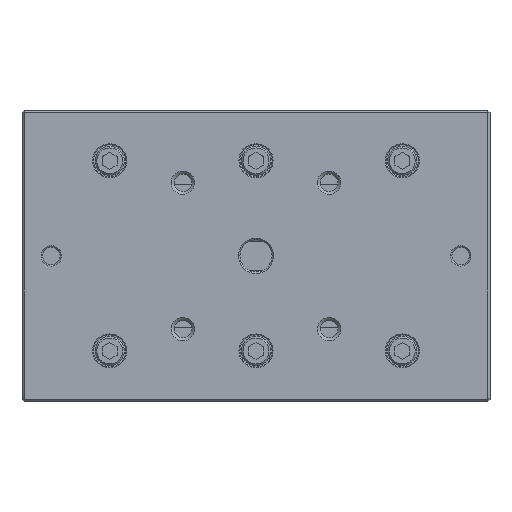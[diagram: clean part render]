
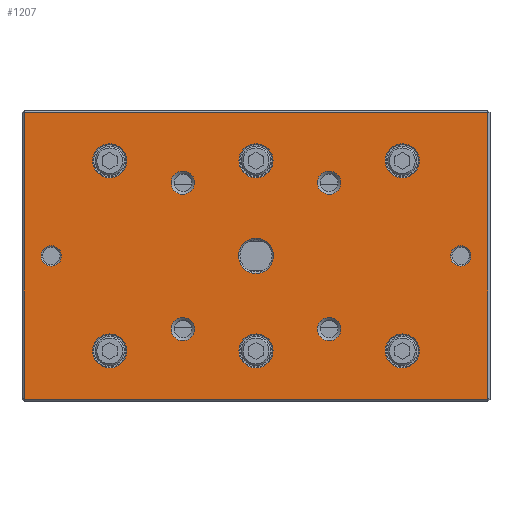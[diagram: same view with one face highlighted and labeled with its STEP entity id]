
A CAD part, top view. The second image highlights one B-rep face of the part: STEP entity #1207.
In plain terms, the highlighted planar face has unit normal (0, 0, 1).
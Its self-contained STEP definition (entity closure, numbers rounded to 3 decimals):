
#642=FACE_BOUND('',#2517,.T.);
#643=FACE_BOUND('',#2518,.T.);
#644=FACE_BOUND('',#2519,.T.);
#645=FACE_BOUND('',#2520,.T.);
#646=FACE_BOUND('',#2521,.T.);
#647=FACE_BOUND('',#2522,.T.);
#648=FACE_BOUND('',#2523,.T.);
#649=FACE_BOUND('',#2524,.T.);
#650=FACE_BOUND('',#2525,.T.);
#651=FACE_BOUND('',#2526,.T.);
#652=FACE_BOUND('',#2527,.T.);
#653=FACE_BOUND('',#2528,.T.);
#654=FACE_BOUND('',#2529,.T.);
#655=FACE_BOUND('',#2530,.T.);
#926=CIRCLE('',#8583,6.);
#927=CIRCLE('',#8584,3.5);
#928=CIRCLE('',#8585,3.5);
#929=CIRCLE('',#8586,4.);
#930=CIRCLE('',#8587,4.);
#931=CIRCLE('',#8588,4.);
#932=CIRCLE('',#8589,4.);
#933=CIRCLE('',#8590,5.825);
#934=CIRCLE('',#8591,5.825);
#935=CIRCLE('',#8592,5.825);
#936=CIRCLE('',#8593,5.825);
#937=CIRCLE('',#8594,5.825);
#938=CIRCLE('',#8595,5.825);
#1207=ADVANCED_FACE('',(#642,#643,#644,#645,#646,#647,#648,#649,#650,#651,
#652,#653,#654,#655),#1668,.F.);
#1668=PLANE('',#8596);
#2517=EDGE_LOOP('',(#3772));
#2518=EDGE_LOOP('',(#3773));
#2519=EDGE_LOOP('',(#3774));
#2520=EDGE_LOOP('',(#3775));
#2521=EDGE_LOOP('',(#3776));
#2522=EDGE_LOOP('',(#3777));
#2523=EDGE_LOOP('',(#3778));
#2524=EDGE_LOOP('',(#3779));
#2525=EDGE_LOOP('',(#3780));
#2526=EDGE_LOOP('',(#3781));
#2527=EDGE_LOOP('',(#3782));
#2528=EDGE_LOOP('',(#3783));
#2529=EDGE_LOOP('',(#3784));
#2530=EDGE_LOOP('',(#3785,#3786,#3787,#3788));
#3772=ORIENTED_EDGE('',*,*,#6285,.T.);
#3773=ORIENTED_EDGE('',*,*,#6286,.F.);
#3774=ORIENTED_EDGE('',*,*,#6287,.T.);
#3775=ORIENTED_EDGE('',*,*,#6288,.T.);
#3776=ORIENTED_EDGE('',*,*,#6289,.T.);
#3777=ORIENTED_EDGE('',*,*,#6290,.T.);
#3778=ORIENTED_EDGE('',*,*,#6291,.T.);
#3779=ORIENTED_EDGE('',*,*,#6292,.T.);
#3780=ORIENTED_EDGE('',*,*,#6293,.T.);
#3781=ORIENTED_EDGE('',*,*,#6294,.T.);
#3782=ORIENTED_EDGE('',*,*,#6295,.T.);
#3783=ORIENTED_EDGE('',*,*,#6296,.T.);
#3784=ORIENTED_EDGE('',*,*,#6297,.T.);
#3785=ORIENTED_EDGE('',*,*,#6298,.T.);
#3786=ORIENTED_EDGE('',*,*,#6299,.T.);
#3787=ORIENTED_EDGE('',*,*,#6300,.T.);
#3788=ORIENTED_EDGE('',*,*,#6301,.T.);
#5426=VERTEX_POINT('',#12405);
#5427=VERTEX_POINT('',#12407);
#5428=VERTEX_POINT('',#12409);
#5429=VERTEX_POINT('',#12411);
#5430=VERTEX_POINT('',#12413);
#5431=VERTEX_POINT('',#12415);
#5432=VERTEX_POINT('',#12417);
#5433=VERTEX_POINT('',#12419);
#5434=VERTEX_POINT('',#12421);
#5435=VERTEX_POINT('',#12423);
#5436=VERTEX_POINT('',#12425);
#5437=VERTEX_POINT('',#12427);
#5438=VERTEX_POINT('',#12429);
#5439=VERTEX_POINT('',#12431);
#5440=VERTEX_POINT('',#12432);
#5441=VERTEX_POINT('',#12434);
#5442=VERTEX_POINT('',#12436);
#6285=EDGE_CURVE('',#5426,#5426,#926,.T.);
#6286=EDGE_CURVE('',#5427,#5427,#927,.T.);
#6287=EDGE_CURVE('',#5428,#5428,#928,.T.);
#6288=EDGE_CURVE('',#5429,#5429,#929,.T.);
#6289=EDGE_CURVE('',#5430,#5430,#930,.T.);
#6290=EDGE_CURVE('',#5431,#5431,#931,.T.);
#6291=EDGE_CURVE('',#5432,#5432,#932,.T.);
#6292=EDGE_CURVE('',#5433,#5433,#933,.T.);
#6293=EDGE_CURVE('',#5434,#5434,#934,.T.);
#6294=EDGE_CURVE('',#5435,#5435,#935,.T.);
#6295=EDGE_CURVE('',#5436,#5436,#936,.T.);
#6296=EDGE_CURVE('',#5437,#5437,#937,.T.);
#6297=EDGE_CURVE('',#5438,#5438,#938,.T.);
#6298=EDGE_CURVE('',#5439,#5440,#7196,.T.);
#6299=EDGE_CURVE('',#5440,#5441,#7197,.T.);
#6300=EDGE_CURVE('',#5441,#5442,#7198,.T.);
#6301=EDGE_CURVE('',#5442,#5439,#7199,.T.);
#7196=LINE('',#12430,#7896);
#7197=LINE('',#12433,#7897);
#7198=LINE('',#12435,#7898);
#7199=LINE('',#12437,#7899);
#7896=VECTOR('',#9823,1.);
#7897=VECTOR('',#9824,1.);
#7898=VECTOR('',#9825,1.);
#7899=VECTOR('',#9826,1.);
#8583=AXIS2_PLACEMENT_3D('',#12404,#9797,#9798);
#8584=AXIS2_PLACEMENT_3D('',#12406,#9799,#9800);
#8585=AXIS2_PLACEMENT_3D('',#12408,#9801,#9802);
#8586=AXIS2_PLACEMENT_3D('',#12410,#9803,#9804);
#8587=AXIS2_PLACEMENT_3D('',#12412,#9805,#9806);
#8588=AXIS2_PLACEMENT_3D('',#12414,#9807,#9808);
#8589=AXIS2_PLACEMENT_3D('',#12416,#9809,#9810);
#8590=AXIS2_PLACEMENT_3D('',#12418,#9811,#9812);
#8591=AXIS2_PLACEMENT_3D('',#12420,#9813,#9814);
#8592=AXIS2_PLACEMENT_3D('',#12422,#9815,#9816);
#8593=AXIS2_PLACEMENT_3D('',#12424,#9817,#9818);
#8594=AXIS2_PLACEMENT_3D('',#12426,#9819,#9820);
#8595=AXIS2_PLACEMENT_3D('',#12428,#9821,#9822);
#8596=AXIS2_PLACEMENT_3D('',#12438,#9827,#9828);
#9797=DIRECTION('',(0.,0.,-1.));
#9798=DIRECTION('',(-1.,0.,0.));
#9799=DIRECTION('',(0.,0.,1.));
#9800=DIRECTION('',(1.,0.,0.));
#9801=DIRECTION('',(0.,0.,-1.));
#9802=DIRECTION('',(-1.,0.,0.));
#9803=DIRECTION('',(0.,0.,-1.));
#9804=DIRECTION('',(-1.,0.,0.));
#9805=DIRECTION('',(0.,0.,-1.));
#9806=DIRECTION('',(-1.,0.,0.));
#9807=DIRECTION('',(0.,0.,-1.));
#9808=DIRECTION('',(-1.,0.,0.));
#9809=DIRECTION('',(0.,0.,-1.));
#9810=DIRECTION('',(-1.,0.,0.));
#9811=DIRECTION('',(0.,0.,-1.));
#9812=DIRECTION('',(-1.,0.,0.));
#9813=DIRECTION('',(0.,0.,-1.));
#9814=DIRECTION('',(-1.,0.,0.));
#9815=DIRECTION('',(0.,0.,-1.));
#9816=DIRECTION('',(-1.,0.,0.));
#9817=DIRECTION('',(0.,0.,-1.));
#9818=DIRECTION('',(-1.,0.,0.));
#9819=DIRECTION('',(0.,0.,-1.));
#9820=DIRECTION('',(-1.,0.,0.));
#9821=DIRECTION('',(0.,0.,-1.));
#9822=DIRECTION('',(-1.,0.,0.));
#9823=DIRECTION('',(1.,0.,0.));
#9824=DIRECTION('',(0.,1.,0.));
#9825=DIRECTION('',(-1.,0.,0.));
#9826=DIRECTION('',(0.,-1.,0.));
#9827=DIRECTION('',(0.,0.,-1.));
#9828=DIRECTION('',(-1.,0.,0.));
#12404=CARTESIAN_POINT('',(160.,49.75,45.));
#12405=CARTESIAN_POINT('',(154.,49.75,45.));
#12406=CARTESIAN_POINT('',(230.,49.75,45.));
#12407=CARTESIAN_POINT('',(233.5,49.75,45.));
#12408=CARTESIAN_POINT('',(90.,49.75,45.));
#12409=CARTESIAN_POINT('',(86.5,49.75,45.));
#12410=CARTESIAN_POINT('',(185.,24.75,45.));
#12411=CARTESIAN_POINT('',(181.,24.75,45.));
#12412=CARTESIAN_POINT('',(185.,74.75,45.));
#12413=CARTESIAN_POINT('',(181.,74.75,45.));
#12414=CARTESIAN_POINT('',(135.,24.75,45.));
#12415=CARTESIAN_POINT('',(131.,24.75,45.));
#12416=CARTESIAN_POINT('',(135.,74.75,45.));
#12417=CARTESIAN_POINT('',(131.,74.75,45.));
#12418=CARTESIAN_POINT('',(210.,17.25,45.));
#12419=CARTESIAN_POINT('',(204.175,17.25,45.));
#12420=CARTESIAN_POINT('',(210.,82.25,45.));
#12421=CARTESIAN_POINT('',(204.175,82.25,45.));
#12422=CARTESIAN_POINT('',(160.,17.25,45.));
#12423=CARTESIAN_POINT('',(154.175,17.25,45.));
#12424=CARTESIAN_POINT('',(160.,82.25,45.));
#12425=CARTESIAN_POINT('',(154.175,82.25,45.));
#12426=CARTESIAN_POINT('',(110.,17.25,45.));
#12427=CARTESIAN_POINT('',(104.175,17.25,45.));
#12428=CARTESIAN_POINT('',(110.,82.25,45.));
#12429=CARTESIAN_POINT('',(104.175,82.25,45.));
#12430=CARTESIAN_POINT('',(240.,0.7,45.));
#12431=CARTESIAN_POINT('',(80.7,0.7,45.));
#12432=CARTESIAN_POINT('',(239.3,0.7,45.));
#12433=CARTESIAN_POINT('',(239.3,99.5,45.));
#12434=CARTESIAN_POINT('',(239.3,98.8,45.));
#12435=CARTESIAN_POINT('',(240.,98.8,45.));
#12436=CARTESIAN_POINT('',(80.7,98.8,45.));
#12437=CARTESIAN_POINT('',(80.7,0.7,45.));
#12438=CARTESIAN_POINT('',(240.,99.5,45.));
